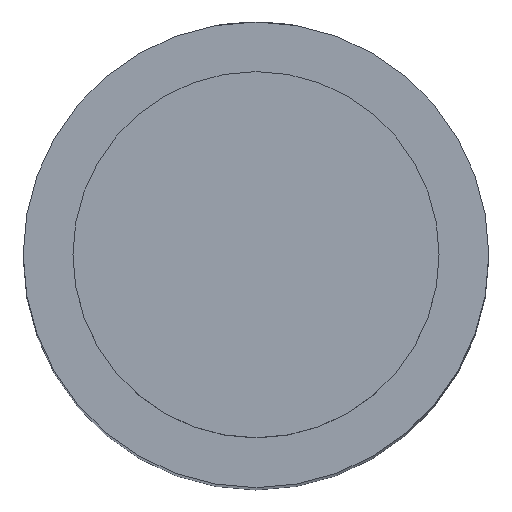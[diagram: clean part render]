
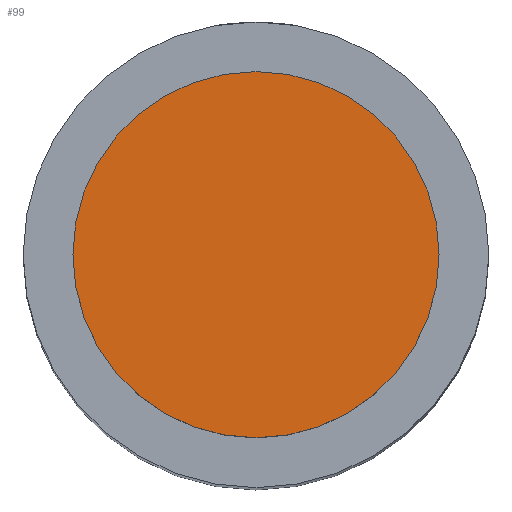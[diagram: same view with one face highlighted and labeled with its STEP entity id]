
A CAD part, top view. The second image highlights one B-rep face of the part: STEP entity #99.
In plain terms, the highlighted planar face has unit normal (0, 0, 1).
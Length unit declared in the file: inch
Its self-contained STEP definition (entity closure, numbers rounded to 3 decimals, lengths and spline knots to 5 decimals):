
#11 = CARTESIAN_POINT ( 'NONE',  ( 0., 0., 0.18 ) ) ;
#18 = CIRCLE ( 'NONE', #635, 0.196 ) ;
#93 = EDGE_LOOP ( 'NONE', ( #150, #313 ) ) ;
#99 = ADVANCED_FACE ( 'NONE', ( #164 ), #591, .F. ) ;
#133 = VERTEX_POINT ( 'NONE', #146 ) ;
#144 = EDGE_CURVE ( 'NONE', #671, #133, #248, .T. ) ;
#146 = CARTESIAN_POINT ( 'NONE',  ( 0.196, 0., 0.18 ) ) ;
#150 = ORIENTED_EDGE ( 'NONE', *, *, #303, .T. ) ;
#164 = FACE_OUTER_BOUND ( 'NONE', #93, .T. ) ;
#168 = DIRECTION ( 'NONE',  ( 0., 0., 1. ) ) ;
#248 = CIRCLE ( 'NONE', #322, 0.196 ) ;
#284 = AXIS2_PLACEMENT_3D ( 'NONE', #11, #342, #540 ) ;
#303 = EDGE_CURVE ( 'NONE', #133, #671, #18, .T. ) ;
#313 = ORIENTED_EDGE ( 'NONE', *, *, #144, .T. ) ;
#322 = AXIS2_PLACEMENT_3D ( 'NONE', #417, #563, #476 ) ;
#342 = DIRECTION ( 'NONE',  ( 0., 0., -1. ) ) ;
#382 = DIRECTION ( 'NONE',  ( 1., 0., 0. ) ) ;
#417 = CARTESIAN_POINT ( 'NONE',  ( 0., 0., 0.18 ) ) ;
#476 = DIRECTION ( 'NONE',  ( 1., 0., 0. ) ) ;
#540 = DIRECTION ( 'NONE',  ( -1., 0., 0. ) ) ;
#563 = DIRECTION ( 'NONE',  ( 0., 0., 1. ) ) ;
#591 = PLANE ( 'NONE',  #284 ) ;
#635 = AXIS2_PLACEMENT_3D ( 'NONE', #645, #168, #382 ) ;
#645 = CARTESIAN_POINT ( 'NONE',  ( 0., 0., 0.18 ) ) ;
#648 = CARTESIAN_POINT ( 'NONE',  ( -0.196, 0., 0.18 ) ) ;
#671 = VERTEX_POINT ( 'NONE', #648 ) ;
